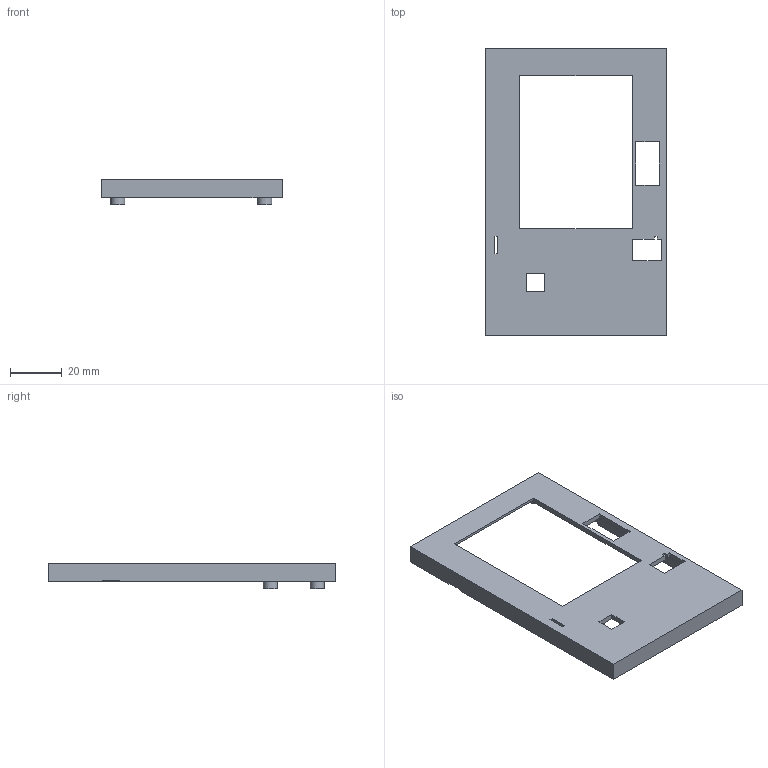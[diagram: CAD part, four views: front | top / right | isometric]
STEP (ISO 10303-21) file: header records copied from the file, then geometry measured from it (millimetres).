
FILE_DESCRIPTION(('FreeCAD Model'),'2;1');
FILE_NAME('Open CASCADE Shape Model','2025-07-18T12:44:57',(''),(''), 'Open CASCADE STEP processor 7.8','FreeCAD','Unknown');
FILE_SCHEMA(('AUTOMOTIVE_DESIGN { 1 0 10303 214 1 1 1 1 }'));
Length unit declared in the file: millimetre
Products named in the file (1): top
Bounding box: 70 x 111 x 10 mm (x, y, z)
Volume: 12527 mm3; surface area: 15541.4 mm2
Topology: 1 solids, 1 shells, 88 faces, 214 edges, 142 vertices
Faces by surface type: plane 69, cylinder 17, cone 2
Full cylindrical faces by diameter (mm): 1.9 x7, 4 x4, 5.5 x3
Entity records: 2606 total; most frequent: CARTESIAN_POINT 445, DIRECTION 432, ORIENTED_EDGE 428, EDGE_CURVE 214, LINE 174, VECTOR 174, VERTEX_POINT 142, AXIS2_PLACEMENT_3D 129
